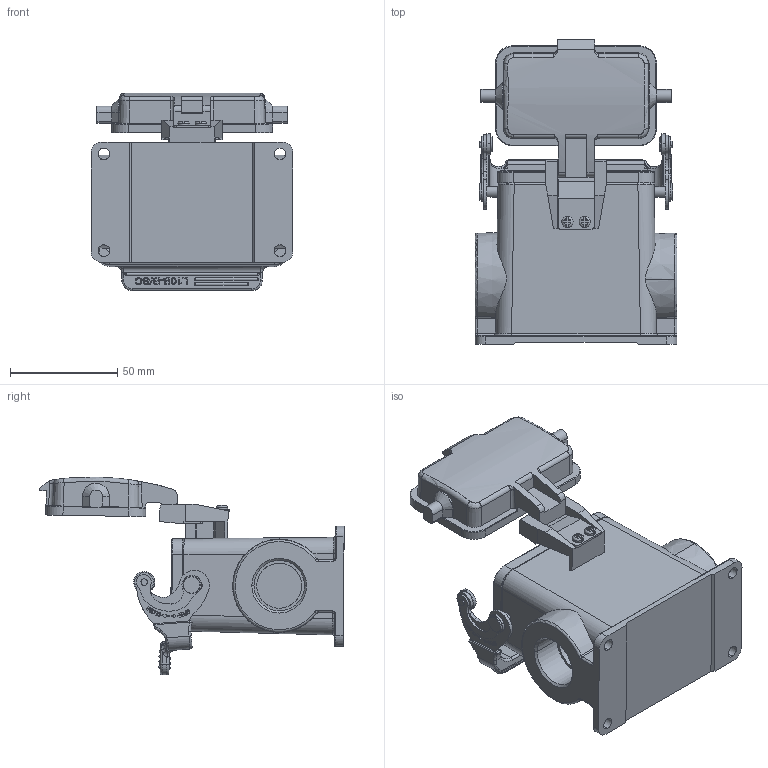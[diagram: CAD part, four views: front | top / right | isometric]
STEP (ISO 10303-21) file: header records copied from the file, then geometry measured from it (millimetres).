
FILE_DESCRIPTION((''),'2;1');
FILE_NAME('3D_HV10B-SFH-1L_SC-CV-M25_V1_0','2017-09-28T',('dm.li'),(''),'PRO/ENGINEER BY PARAMETRIC TECHNOLOGY CORPORATION, 2012480','PRO/ENGINEER BY PARAMETRIC TECHNOLOGY CORPORATION, 2012480','');
FILE_SCHEMA(('AUTOMOTIVE_DESIGN { 1 0 10303 214 1 1 1 1 }'));
Products named in the file (1): 3D_HV10B-SFH-1L_SC-CV-M25_V1_0
Bounding box: 94.02 x 141.78 x 92.08 mm (x, y, z)
Volume: 138.4 mm3; surface area: 75572.2 mm2
Topology: 14 solids, 17 shells, 1444 faces, 4037 edges, 2681 vertices
Faces by surface type: plane 610, cylinder 343, extrusion 296, torus 70, bspline 54, cone 53, sphere 18
Full cylindrical faces by diameter (mm): 1.2 x4
Entity records: 55194 total; most frequent: CARTESIAN_POINT 16002, ORIENTED_EDGE 7950, DIRECTION 6517, EDGE_CURVE 3991, VERTEX_POINT 2665, VECTOR 2375, LINE 2079, AXIS2_PLACEMENT_3D 2071
